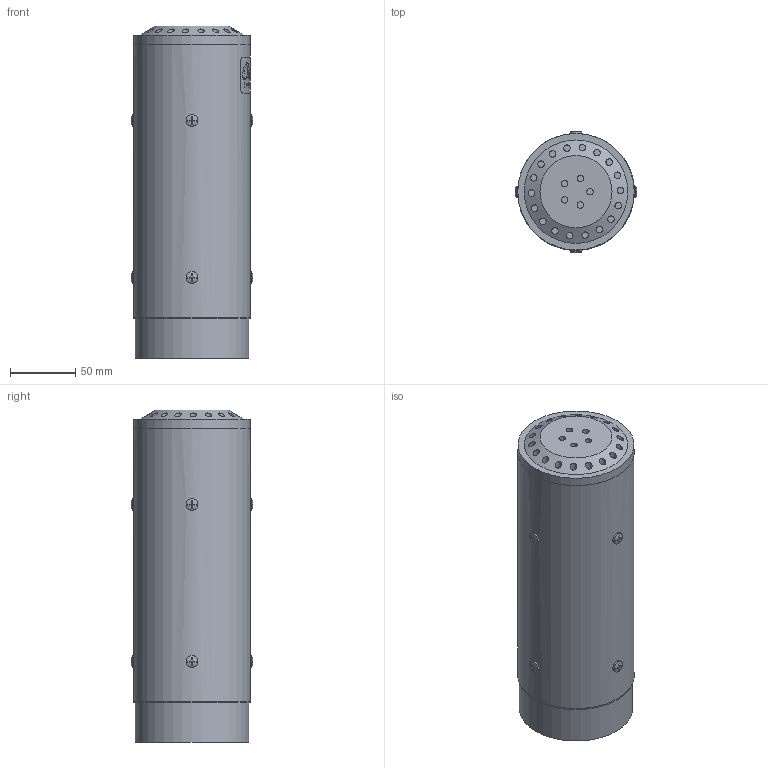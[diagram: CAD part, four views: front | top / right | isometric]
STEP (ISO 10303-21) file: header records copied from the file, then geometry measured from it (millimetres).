
FILE_DESCRIPTION(/* description */ (''),/* implementation_level */ '2;1');
FILE_NAME(/* name */ '50378 Trumpet Jet 30.stp',/* time_stamp */ '2015-06-25T10:57:29+02:00',/* author */ ('guzb562'),/* organization */ (''),/* preprocessor_version */ 'ST-DEVELOPER v15.6',/* originating_system */ 'Autodesk Inventor 2015',/* authorisation */ '');
FILE_SCHEMA (('AUTOMOTIVE_DESIGN { 1 0 10303 214 3 1 1 }'));
Length unit declared in the file: millimetre
Products named in the file (2): 50378 Trumpet Jet 30
Assembly tree (1 placements, depth 2):
  50378 Trumpet Jet 30
    50378 Trumpet Jet 30
Bounding box: 93.06 x 93.06 x 254 mm (x, y, z)
Volume: 425169.9 mm3; surface area: 146991.8 mm2
Topology: 1 solids, 1 shells, 384 faces, 1002 edges, 674 vertices
Faces by surface type: plane 235, bspline 86, cylinder 61, cone 2
Full cylindrical faces by diameter (mm): 5 x23, 8.947 x8, 87 x1, 89 x1, 89.08 x1, 89.2 x1
Entity records: 14803 total; most frequent: CARTESIAN_POINT 6185, ORIENTED_EDGE 1870, DIRECTION 1443, EDGE_CURVE 935, VERTEX_POINT 648, AXIS2_PLACEMENT_3D 509, EDGE_LOOP 479, LINE 425
